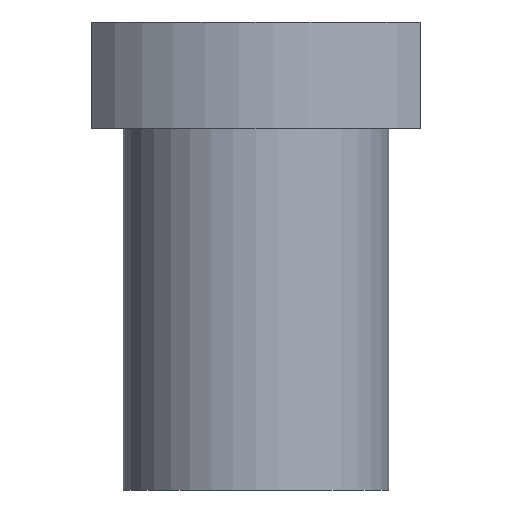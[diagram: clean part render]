
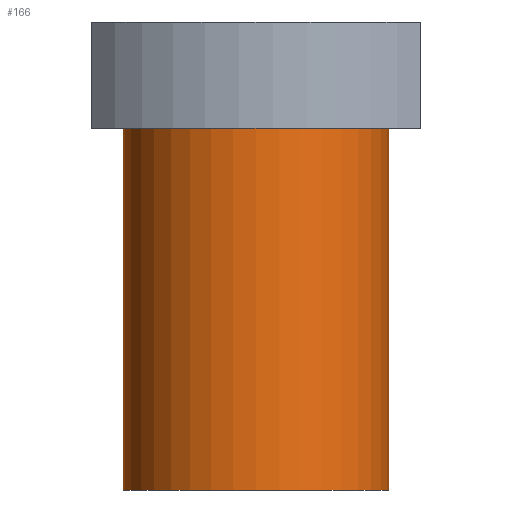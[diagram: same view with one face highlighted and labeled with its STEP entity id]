
A CAD part, front view. The second image highlights one B-rep face of the part: STEP entity #166.
In plain terms, the highlighted cylindrical face has radius 25 mm (diameter 50 mm), a partial arc.
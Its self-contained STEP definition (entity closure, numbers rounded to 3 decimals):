
#14 = CARTESIAN_POINT ( 'NONE',  ( 25., 0., 24. ) ) ;
#15 = CARTESIAN_POINT ( 'NONE',  ( -25., 0., -44. ) ) ;
#16 = CARTESIAN_POINT ( 'NONE',  ( 25., 0., -44. ) ) ;
#17 = CARTESIAN_POINT ( 'NONE',  ( -25., 0., 24. ) ) ;
#54 = DIRECTION ( 'NONE',  ( 0., 0., 1. ) ) ;
#58 = CARTESIAN_POINT ( 'NONE',  ( -25., 0., -44. ) ) ;
#102 = AXIS2_PLACEMENT_3D ( 'NONE', #335, #396, #397 ) ;
#117 = EDGE_LOOP ( 'NONE', ( #235, #234, #246, #240 ) ) ;
#133 = CIRCLE ( 'NONE', #216, 25. ) ;
#166 = ADVANCED_FACE ( 'NONE', ( #820 ), #828, .T. ) ;
#216 = AXIS2_PLACEMENT_3D ( 'NONE', #470, #462, #461 ) ;
#234 = ORIENTED_EDGE ( 'NONE', *, *, #269, .T. ) ;
#235 = ORIENTED_EDGE ( 'NONE', *, *, #280, .F. ) ;
#240 = ORIENTED_EDGE ( 'NONE', *, *, #711, .F. ) ;
#246 = ORIENTED_EDGE ( 'NONE', *, *, #257, .T. ) ;
#257 = EDGE_CURVE ( 'NONE', #571, #573, #787, .T. ) ;
#269 = EDGE_CURVE ( 'NONE', #572, #571, #428, .T. ) ;
#280 = EDGE_CURVE ( 'NONE', #572, #570, #687, .T. ) ;
#326 = CARTESIAN_POINT ( 'NONE',  ( 25., 0., -44. ) ) ;
#329 = DIRECTION ( 'NONE',  ( 0., 0., 1. ) ) ;
#335 = CARTESIAN_POINT ( 'NONE',  ( 0., 0., -44. ) ) ;
#338 = CARTESIAN_POINT ( 'NONE',  ( 0., 0., -44. ) ) ;
#339 = DIRECTION ( 'NONE',  ( 0., 0., 1. ) ) ;
#347 = DIRECTION ( 'NONE',  ( 1., 0., 0. ) ) ;
#396 = DIRECTION ( 'NONE',  ( 0., 0., 1. ) ) ;
#397 = DIRECTION ( 'NONE',  ( 1., 0., 0. ) ) ;
#423 = VECTOR ( 'NONE', #329, 1000. ) ;
#428 = CIRCLE ( 'NONE', #102, 25. ) ;
#461 = DIRECTION ( 'NONE',  ( -1., 0., 0. ) ) ;
#462 = DIRECTION ( 'NONE',  ( 0., 0., 1. ) ) ;
#470 = CARTESIAN_POINT ( 'NONE',  ( 0., 0., 24. ) ) ;
#570 = VERTEX_POINT ( 'NONE', #17 ) ;
#571 = VERTEX_POINT ( 'NONE', #16 ) ;
#572 = VERTEX_POINT ( 'NONE', #15 ) ;
#573 = VERTEX_POINT ( 'NONE', #14 ) ;
#643 = AXIS2_PLACEMENT_3D ( 'NONE', #338, #339, #347 ) ;
#687 = LINE ( 'NONE', #58, #692 ) ;
#692 = VECTOR ( 'NONE', #54, 1000. ) ;
#711 = EDGE_CURVE ( 'NONE', #570, #573, #133, .T. ) ;
#787 = LINE ( 'NONE', #326, #423 ) ;
#820 = FACE_OUTER_BOUND ( 'NONE', #117, .T. ) ;
#828 = CYLINDRICAL_SURFACE ( 'NONE', #643, 25. ) ;
